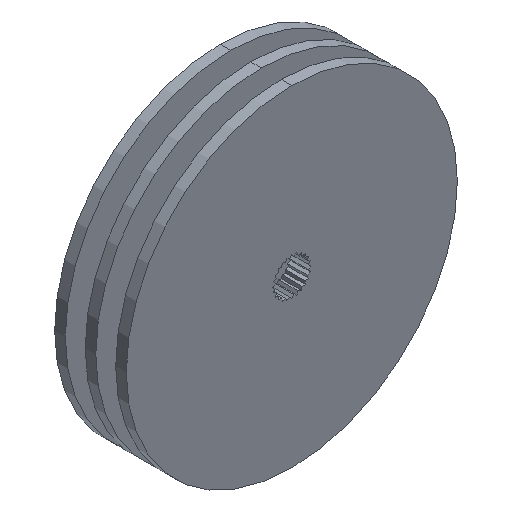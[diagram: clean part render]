
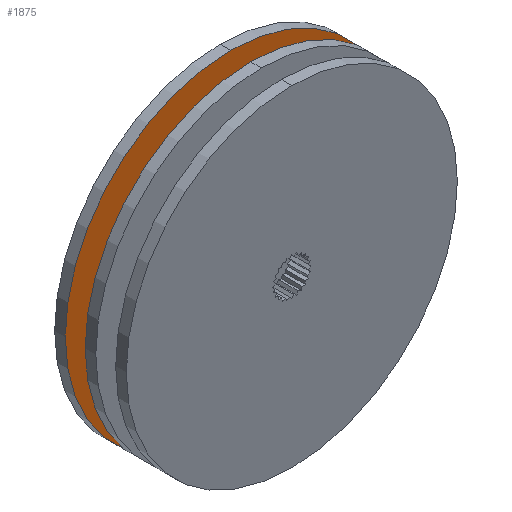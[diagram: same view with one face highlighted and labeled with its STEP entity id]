
A CAD part, isometric view. The second image highlights one B-rep face of the part: STEP entity #1875.
In plain terms, the highlighted planar face has unit normal (0, -1, 0).
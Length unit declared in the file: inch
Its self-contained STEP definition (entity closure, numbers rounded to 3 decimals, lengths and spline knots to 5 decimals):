
#23 = CARTESIAN_POINT ( 'NONE',  ( 0., 0.347, 0. ) ) ;
#26 = CARTESIAN_POINT ( 'NONE',  ( 0., 0.347, 0. ) ) ;
#130 = DIRECTION ( 'NONE',  ( 0., 1., 0. ) ) ;
#156 = VERTEX_POINT ( 'NONE', #1113 ) ;
#167 = AXIS2_PLACEMENT_3D ( 'NONE', #23, #1587, #234 ) ;
#234 = DIRECTION ( 'NONE',  ( 0., 0., 1. ) ) ;
#239 = DIRECTION ( 'NONE',  ( 0., 0., 1. ) ) ;
#386 = CARTESIAN_POINT ( 'NONE',  ( 0., 0.347, 0. ) ) ;
#393 = CIRCLE ( 'NONE', #549, 0.942 ) ;
#417 = CARTESIAN_POINT ( 'NONE',  ( 0., 0.347, -0.7485 ) ) ;
#497 = EDGE_CURVE ( 'NONE', #1166, #156, #965, .T. ) ;
#549 = AXIS2_PLACEMENT_3D ( 'NONE', #386, #1940, #612 ) ;
#612 = DIRECTION ( 'NONE',  ( 0., 0., 1. ) ) ;
#661 = EDGE_CURVE ( 'NONE', #1217, #2537, #1691, .T. ) ;
#669 = ORIENTED_EDGE ( 'NONE', *, *, #497, .F. ) ;
#886 = ORIENTED_EDGE ( 'NONE', *, *, #2617, .T. ) ;
#965 = CIRCLE ( 'NONE', #167, 0.942 ) ;
#1093 = CIRCLE ( 'NONE', #2794, 0.7485 ) ;
#1111 = DIRECTION ( 'NONE',  ( 0., 1., 0. ) ) ;
#1113 = CARTESIAN_POINT ( 'NONE',  ( 0., 0.347, -0.942 ) ) ;
#1160 = CARTESIAN_POINT ( 'NONE',  ( 0., 0.347, 0.942 ) ) ;
#1166 = VERTEX_POINT ( 'NONE', #1160 ) ;
#1201 = FACE_BOUND ( 'NONE', #1306, .T. ) ;
#1217 = VERTEX_POINT ( 'NONE', #1858 ) ;
#1306 = EDGE_LOOP ( 'NONE', ( #886, #2047 ) ) ;
#1456 = EDGE_LOOP ( 'NONE', ( #2093, #669 ) ) ;
#1475 = CARTESIAN_POINT ( 'NONE',  ( 0., 0.347, 0. ) ) ;
#1587 = DIRECTION ( 'NONE',  ( 0., 1., 0. ) ) ;
#1588 = DIRECTION ( 'NONE',  ( 0., 1., 0. ) ) ;
#1691 = CIRCLE ( 'NONE', #1814, 0.7485 ) ;
#1704 = DIRECTION ( 'NONE',  ( 0., 0., 1. ) ) ;
#1778 = FACE_OUTER_BOUND ( 'NONE', #1456, .T. ) ;
#1814 = AXIS2_PLACEMENT_3D ( 'NONE', #1475, #130, #1704 ) ;
#1830 = AXIS2_PLACEMENT_3D ( 'NONE', #26, #1588, #239 ) ;
#1858 = CARTESIAN_POINT ( 'NONE',  ( 0., 0.347, 0.7485 ) ) ;
#1875 = ADVANCED_FACE ( 'NONE', ( #1778, #1201 ), #2018, .F. ) ;
#1940 = DIRECTION ( 'NONE',  ( 0., 1., 0. ) ) ;
#2018 = PLANE ( 'NONE',  #1830 ) ;
#2047 = ORIENTED_EDGE ( 'NONE', *, *, #661, .T. ) ;
#2093 = ORIENTED_EDGE ( 'NONE', *, *, #2432, .F. ) ;
#2432 = EDGE_CURVE ( 'NONE', #156, #1166, #393, .T. ) ;
#2443 = CARTESIAN_POINT ( 'NONE',  ( 0., 0.347, 0. ) ) ;
#2537 = VERTEX_POINT ( 'NONE', #417 ) ;
#2617 = EDGE_CURVE ( 'NONE', #2537, #1217, #1093, .T. ) ;
#2673 = DIRECTION ( 'NONE',  ( 0., 0., 1. ) ) ;
#2794 = AXIS2_PLACEMENT_3D ( 'NONE', #2443, #1111, #2673 ) ;
